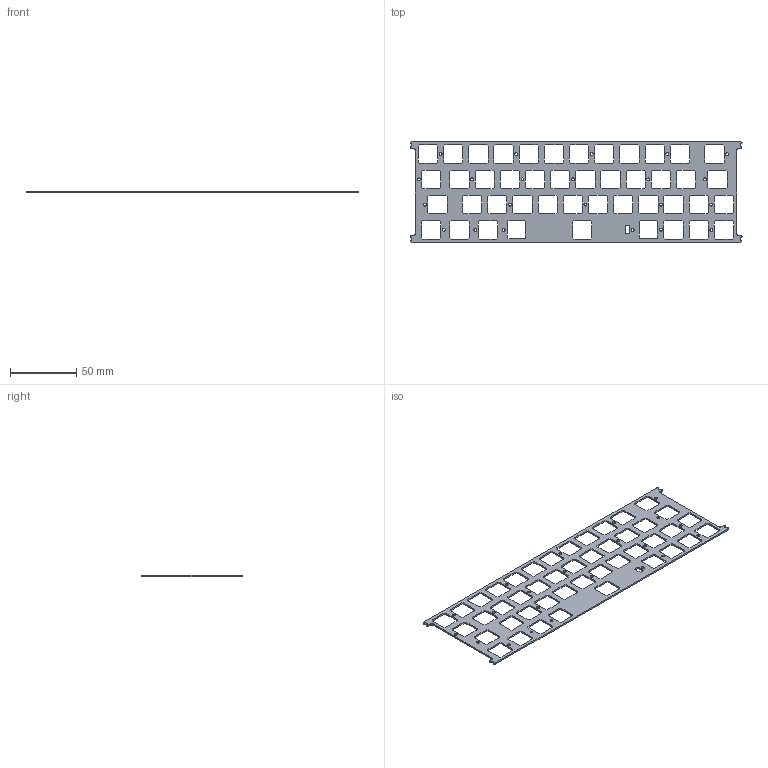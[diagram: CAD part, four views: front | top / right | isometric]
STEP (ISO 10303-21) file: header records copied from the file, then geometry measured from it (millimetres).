
FILE_DESCRIPTION(('KiCad electronic assembly'),'2;1');
FILE_NAME('hull full.step','2024-09-16T15:43:59',('Pcbnew'),('Kicad'), 'Open CASCADE STEP processor 7.8','KiCad to STEP converter','Unknown' );
FILE_SCHEMA(('AUTOMOTIVE_DESIGN { 1 0 10303 214 1 1 1 1 }'));
Length unit declared in the file: millimetre
Products named in the file (2): hull full 1; plate hull_PCB
Assembly tree (1 placements, depth 2):
  hull full 1
    plate hull_PCB
Bounding box: 251.21 x 76.2 x 1.2 mm (x, y, z)
Volume: 11282.7 mm3; surface area: 22776.3 mm2
Topology: 1 solids, 1 shells, 420 faces, 1254 edges, 836 vertices
Faces by surface type: plane 374, cylinder 46
Full cylindrical faces by diameter (mm): 2.245 x22
Entity records: 14219 total; most frequent: CARTESIAN_POINT 2512, ORIENTED_EDGE 2508, DIRECTION 2190, EDGE_CURVE 1254, LINE 1162, VECTOR 1162, VERTEX_POINT 836, FACE_BOUND 556
